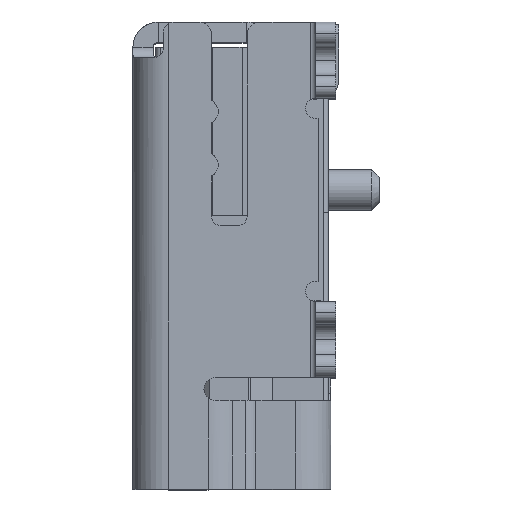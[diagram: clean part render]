
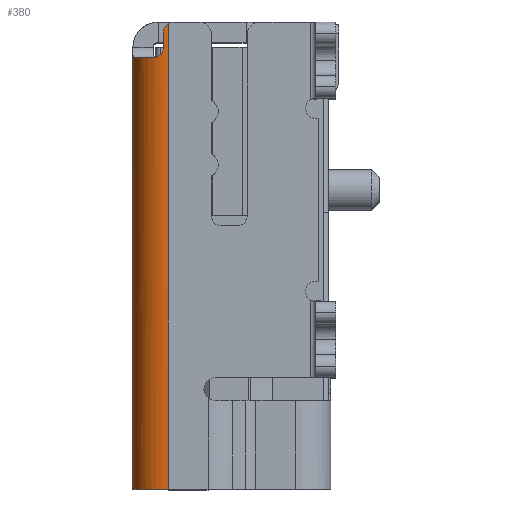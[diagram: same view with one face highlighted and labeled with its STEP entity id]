
A CAD part, top view. The second image highlights one B-rep face of the part: STEP entity #380.
In plain terms, the highlighted cylindrical face has radius 0.7 mm (diameter 1.4 mm), a partial arc.
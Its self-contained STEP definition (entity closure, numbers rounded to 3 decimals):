
#380=ADVANCED_FACE('NONE',(#1574),#1575,.T.);
#1574=FACE_OUTER_BOUND('',#3509,.T.);
#1575=CYLINDRICAL_SURFACE('',#3510,0.7);
#3509=EDGE_LOOP('',(#7310,#7311,#7312,#7313,#7314,#7315,#7316,#7317));
#3510=AXIS2_PLACEMENT_3D('',#7318,#7319,#7320);
#7310=ORIENTED_EDGE('',*,*,#13075,.F.);
#7311=ORIENTED_EDGE('',*,*,#13310,.T.);
#7312=ORIENTED_EDGE('',*,*,#12625,.F.);
#7313=ORIENTED_EDGE('',*,*,#12875,.F.);
#7314=ORIENTED_EDGE('',*,*,#13311,.F.);
#7315=ORIENTED_EDGE('',*,*,#13066,.F.);
#7316=ORIENTED_EDGE('',*,*,#13069,.F.);
#7317=ORIENTED_EDGE('',*,*,#13072,.F.);
#7318=CARTESIAN_POINT('',(0.7,0.0,-0.7));
#7319=DIRECTION('',(0.0,1.0,-0.0));
#7320=DIRECTION('',(1.0,0.0,0.0));
#12625=EDGE_CURVE('NONE',#15625,#15626,#15627,.T.);
#12875=EDGE_CURVE('NONE',#16037,#15625,#16039,.T.);
#13066=EDGE_CURVE('NONE',#16341,#16336,#16343,.T.);
#13069=EDGE_CURVE('NONE',#16346,#16341,#16348,.T.);
#13072=EDGE_CURVE('NONE',#16351,#16346,#16353,.T.);
#13075=EDGE_CURVE('NONE',#16357,#16351,#16359,.T.);
#13310=EDGE_CURVE('NONE',#16357,#15626,#16719,.T.);
#13311=EDGE_CURVE('NONE',#16336,#16037,#16720,.T.);
#15625=VERTEX_POINT('NONE',#20175);
#15626=VERTEX_POINT('NONE',#20176);
#15627=LINE('',#20177,#20178);
#16037=VERTEX_POINT('NONE',#20845);
#16039=CIRCLE('',#20848,0.7);
#16336=VERTEX_POINT('NONE',#21332);
#16341=VERTEX_POINT('NONE',#21343);
#16343=B_SPLINE_CURVE_WITH_KNOTS('',3,(#21346,#21347,#21348,#21349),.UNSPECIFIED.,.F.,.F.,(4,4),(0.0,1.0),.UNSPECIFIED.);
#16346=VERTEX_POINT('NONE',#21353);
#16348=LINE('',#21358,#21359);
#16351=VERTEX_POINT('NONE',#21367);
#16353=B_SPLINE_CURVE_WITH_KNOTS('',3,(#21370,#21371,#21372,#21373,#21374,#21375),.UNSPECIFIED.,.F.,.F.,(4,2,4),(0.0,0.5,1.0),.UNSPECIFIED.);
#16357=VERTEX_POINT('NONE',#21379);
#16359=CIRCLE('',#21382,0.7);
#16719=B_SPLINE_CURVE_WITH_KNOTS('',3,(#21995,#21996,#21997,#21998,#21999,#22000),.UNSPECIFIED.,.F.,.F.,(4,2,4),(0.,0.,0.),.UNSPECIFIED.);
#16720=LINE('',#22001,#22002);
#20175=CARTESIAN_POINT('',(0.0,-9.2,-0.7));
#20176=CARTESIAN_POINT('',(0.0,-0.5,-0.7));
#20177=CARTESIAN_POINT('',(0.0,-7.45,-0.7));
#20178=VECTOR('',#25655,1000.0);
#20845=CARTESIAN_POINT('',(0.7,-9.2,0.));
#20848=AXIS2_PLACEMENT_3D('',#26023,#26024,#26025);
#21332=CARTESIAN_POINT('',(0.7,-0.027,0.));
#21343=CARTESIAN_POINT('',(0.6,-0.2,-0.007));
#21346=CARTESIAN_POINT('',(0.6,-0.2,-0.007));
#21347=CARTESIAN_POINT('',(0.6,-0.129,-0.007));
#21348=CARTESIAN_POINT('',(0.639,-0.062,0.));
#21349=CARTESIAN_POINT('',(0.7,-0.027,0.));
#21353=CARTESIAN_POINT('',(0.6,-0.5,-0.007));
#21358=CARTESIAN_POINT('',(0.6,-0.5,-0.007));
#21359=VECTOR('',#26327,1000.0);
#21367=CARTESIAN_POINT('',(0.4,-0.7,-0.068));
#21370=CARTESIAN_POINT('',(0.4,-0.7,-0.068));
#21371=CARTESIAN_POINT('',(0.449,-0.7,-0.045));
#21372=CARTESIAN_POINT('',(0.501,-0.681,-0.028));
#21373=CARTESIAN_POINT('',(0.577,-0.607,-0.01));
#21374=CARTESIAN_POINT('',(0.6,-0.554,-0.007));
#21375=CARTESIAN_POINT('',(0.6,-0.5,-0.007));
#21379=CARTESIAN_POINT('',(0.029,-0.7,-0.5));
#21382=AXIS2_PLACEMENT_3D('',#26332,#26333,#26334);
#21995=CARTESIAN_POINT('',(0.029,-0.7,-0.5));
#21996=CARTESIAN_POINT('',(0.014,-0.7,-0.551));
#21997=CARTESIAN_POINT('',(0.006,-0.679,-0.603));
#21998=CARTESIAN_POINT('',(-0.001,-0.606,-0.678));
#21999=CARTESIAN_POINT('',(0.,-0.553,-0.7));
#22000=CARTESIAN_POINT('',(0.0,-0.5,-0.7));
#22001=CARTESIAN_POINT('',(0.7,0.0,0.));
#22002=VECTOR('',#26679,1000.0);
#25655=DIRECTION('',(-0.0,1.0,-0.0));
#26023=CARTESIAN_POINT('',(0.7,-9.2,-0.7));
#26024=DIRECTION('',(0.0,-1.0,0.0));
#26025=DIRECTION('',(1.0,0.0,0.0));
#26327=DIRECTION('',(-0.0,1.0,-0.0));
#26332=CARTESIAN_POINT('',(0.7,-0.7,-0.7));
#26333=DIRECTION('',(0.0,1.0,0.0));
#26334=DIRECTION('',(1.0,0.0,0.));
#26679=DIRECTION('',(0.0,-1.0,0.0));
